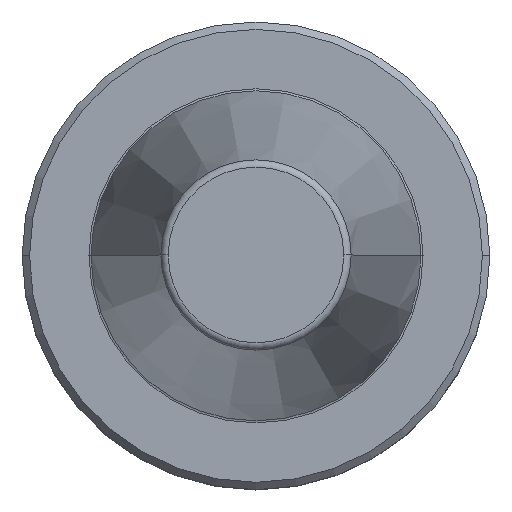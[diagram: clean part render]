
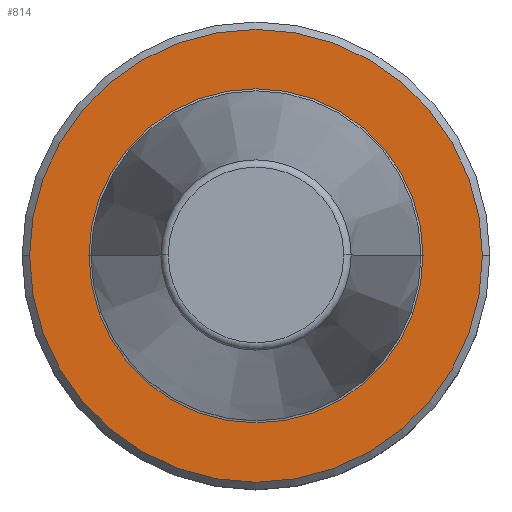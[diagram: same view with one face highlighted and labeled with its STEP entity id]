
A CAD part, top view. The second image highlights one B-rep face of the part: STEP entity #814.
In plain terms, the highlighted planar face has unit normal (0, 0, 1).
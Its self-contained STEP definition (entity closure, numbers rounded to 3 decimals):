
#73 = DIRECTION ( 'NONE',  ( 0., 0., -1. ) ) ;
#81 = AXIS2_PLACEMENT_3D ( 'NONE', #757, #73, #366 ) ;
#111 = AXIS2_PLACEMENT_3D ( 'NONE', #637, #162, #1044 ) ;
#162 = DIRECTION ( 'NONE',  ( 0., 0., 1. ) ) ;
#174 = DIRECTION ( 'NONE',  ( 0., 0., 1. ) ) ;
#201 = EDGE_CURVE ( 'NONE', #365, #490, #341, .T. ) ;
#235 = FACE_OUTER_BOUND ( 'NONE', #314, .T. ) ;
#260 = CARTESIAN_POINT ( 'NONE',  ( 0., 0., -67.4 ) ) ;
#280 = CARTESIAN_POINT ( 'NONE',  ( 0., 0., -67.4 ) ) ;
#290 = ORIENTED_EDGE ( 'NONE', *, *, #471, .F. ) ;
#314 = EDGE_LOOP ( 'NONE', ( #552, #762 ) ) ;
#321 = AXIS2_PLACEMENT_3D ( 'NONE', #574, #617, #693 ) ;
#333 = EDGE_LOOP ( 'NONE', ( #290, #343 ) ) ;
#341 = CIRCLE ( 'NONE', #321, 30.5 ) ;
#343 = ORIENTED_EDGE ( 'NONE', *, *, #995, .F. ) ;
#365 = VERTEX_POINT ( 'NONE', #586 ) ;
#366 = DIRECTION ( 'NONE',  ( -1., 0., 0. ) ) ;
#442 = DIRECTION ( 'NONE',  ( 0., 0., 1. ) ) ;
#459 = AXIS2_PLACEMENT_3D ( 'NONE', #280, #442, #651 ) ;
#471 = EDGE_CURVE ( 'NONE', #519, #547, #1013, .T. ) ;
#490 = VERTEX_POINT ( 'NONE', #806 ) ;
#519 = VERTEX_POINT ( 'NONE', #873 ) ;
#547 = VERTEX_POINT ( 'NONE', #991 ) ;
#552 = ORIENTED_EDGE ( 'NONE', *, *, #201, .T. ) ;
#574 = CARTESIAN_POINT ( 'NONE',  ( 0., 0., -67.4 ) ) ;
#586 = CARTESIAN_POINT ( 'NONE',  ( -30.5, 0., -67.4 ) ) ;
#617 = DIRECTION ( 'NONE',  ( 0., 0., 1. ) ) ;
#637 = CARTESIAN_POINT ( 'NONE',  ( 0., 0., -67.4 ) ) ;
#651 = DIRECTION ( 'NONE',  ( 1., 0., 0. ) ) ;
#655 = DIRECTION ( 'NONE',  ( 1., 0., 0. ) ) ;
#693 = DIRECTION ( 'NONE',  ( 1., 0., 0. ) ) ;
#757 = CARTESIAN_POINT ( 'NONE',  ( 0., 0., -67.4 ) ) ;
#759 = CIRCLE ( 'NONE', #111, 22.5 ) ;
#762 = ORIENTED_EDGE ( 'NONE', *, *, #1024, .T. ) ;
#806 = CARTESIAN_POINT ( 'NONE',  ( 30.5, 0., -67.4 ) ) ;
#810 = FACE_BOUND ( 'NONE', #333, .T. ) ;
#814 = ADVANCED_FACE ( 'NONE', ( #810, #235 ), #955, .F. ) ;
#873 = CARTESIAN_POINT ( 'NONE',  ( 22.5, 0., -67.4 ) ) ;
#942 = CIRCLE ( 'NONE', #1050, 30.5 ) ;
#955 = PLANE ( 'NONE',  #81 ) ;
#991 = CARTESIAN_POINT ( 'NONE',  ( -22.5, 0., -67.4 ) ) ;
#995 = EDGE_CURVE ( 'NONE', #547, #519, #759, .T. ) ;
#1013 = CIRCLE ( 'NONE', #459, 22.5 ) ;
#1024 = EDGE_CURVE ( 'NONE', #490, #365, #942, .T. ) ;
#1044 = DIRECTION ( 'NONE',  ( 1., 0., 0. ) ) ;
#1050 = AXIS2_PLACEMENT_3D ( 'NONE', #260, #174, #655 ) ;
